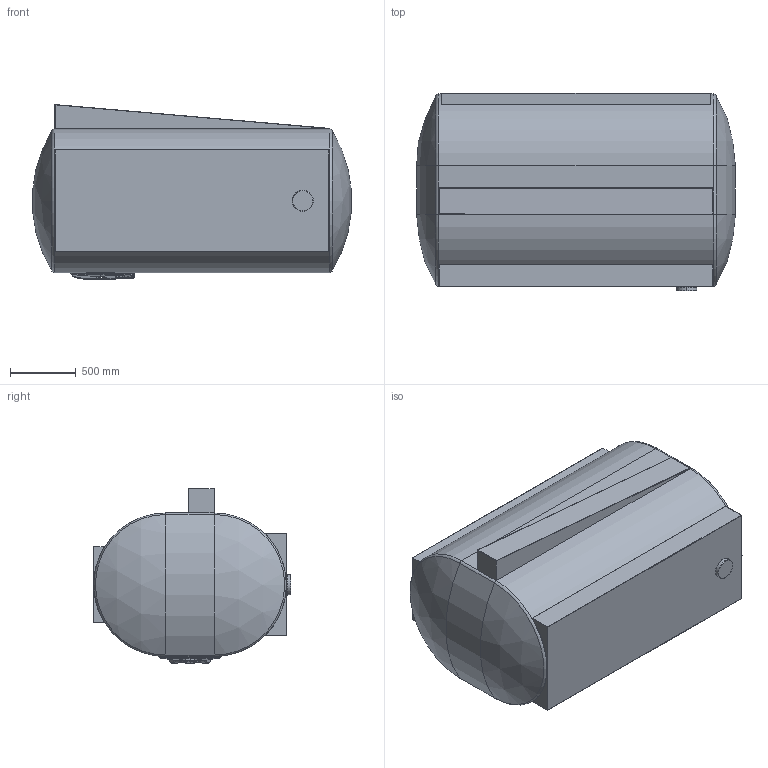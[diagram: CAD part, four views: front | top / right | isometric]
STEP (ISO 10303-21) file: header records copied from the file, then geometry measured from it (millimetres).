
FILE_DESCRIPTION (( 'STEP AP214' ), '1' );
FILE_NAME ('3100L TANQUE CILINDRICO HORIZONTAL COM CALHA TP415 POLITIPLASTIC.STEP', '2025-06-04T19:56:19', ( '' ), ( '' ), 'SwSTEP 2.0', 'SolidWorks 2025', '' );
FILE_SCHEMA (( 'AUTOMOTIVE_DESIGN' ));
Length unit declared in the file: millimetre
Products named in the file (12): 322000_040-mont_2.stp; 3100L TANQUE CILINDRICO HORIZONTAL COM CALHA TP415 POLITIPLASTIC; 3522000_030_2.stp; 3562060_020_1.stp; 2002070_2.stp; 3100L TANQUE CILINDRICO HORIZONTAL COM CALHA POLITIPLASTIC; 356060_040_2.stp; 3562060_090 montata_1.stp; 3562060_010_1.stp; 356260.stp; TAMPA ARAG COD 356260; 3562060_030_1.stp
Assembly tree (11 placements, depth 4):
  3100L TANQUE CILINDRICO HORIZONTAL COM CALHA TP415 POLITIPLASTIC
    3100L TANQUE CILINDRICO HORIZONTAL COM CALHA POLITIPLASTIC
    TAMPA ARAG COD 356260
      356260.stp
        3562060_010_1.stp
        3562060_020_1.stp
        3562060_090 montata_1.stp
        3562060_030_1.stp
        356060_040_2.stp
        3522000_030_2.stp
        322000_040-mont_2.stp
        2002070_2.stp
Bounding box: 2418.72 x 1500 x 1326.33 mm (x, y, z)
Volume: 141360425.3 mm3; surface area: 26271712.8 mm2
Topology: 9 solids, 9 shells, 1741 faces, 4454 edges, 2744 vertices
Faces by surface type: plane 515, bspline 331, cone 282, cylinder 274, torus 263, sphere 76
Entity records: 73699 total; most frequent: CARTESIAN_POINT 35303, ORIENTED_EDGE 8814, DIRECTION 6914, EDGE_CURVE 4407, AXIS2_PLACEMENT_3D 2864, VERTEX_POINT 2733, EDGE_LOOP 1814, FACE_OUTER_BOUND 1741
